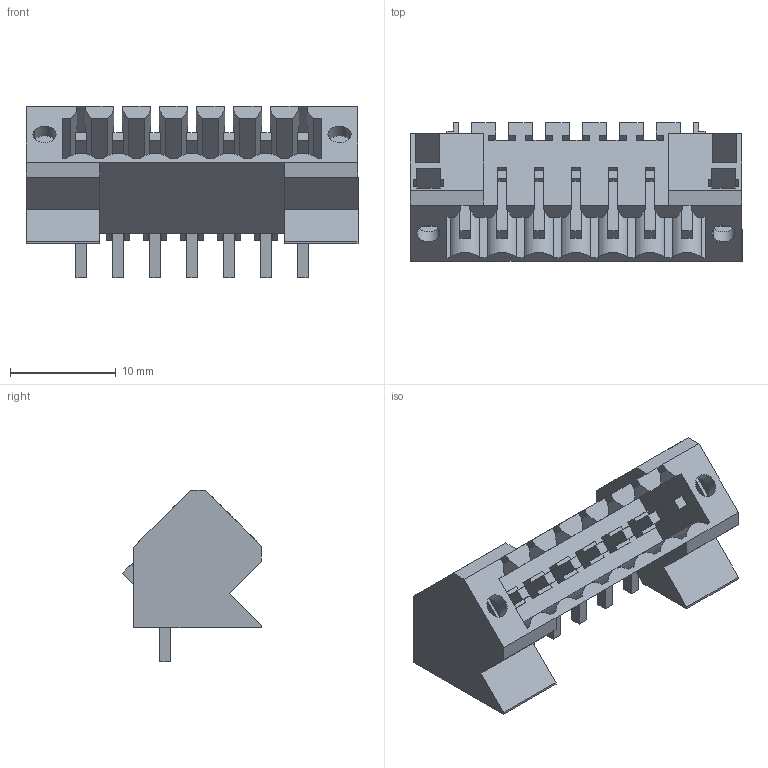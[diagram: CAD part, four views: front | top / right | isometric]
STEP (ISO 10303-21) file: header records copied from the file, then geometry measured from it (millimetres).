
FILE_DESCRIPTION(('CATIA V5 STEP Exchange','CAx-IF Rec.Pracs.--- Model Styling and Organization---1.2---2011-12-15'),'2;1');
FILE_NAME ('D1446365_0_1003560000_1003560000.stp','2018-03-23T12:31:03+00:00',('none'),('Weidmueller'),'CATIA Version 5-6 Release 2014','CATIA V5 STEP AP214','none');
FILE_SCHEMA(('AUTOMOTIVE_DESIGN { 1 0 10303 214 1 1 1 1 }'));
Length unit declared in the file: millimetre
Products named in the file (1): 1003560000
Bounding box: 31.45 x 13.15 x 16.23 mm (x, y, z)
Volume: 1559.1 mm3; surface area: 3563.7 mm2
Topology: 8 solids, 8 shells, 448 faces, 1329 edges, 898 vertices
Faces by surface type: plane 437, cylinder 11
Entity records: 13813 total; most frequent: ORIENTED_EDGE 2658, CARTESIAN_POINT 2510, DIRECTION 1813, EDGE_CURVE 1329, VECTOR 1303, LINE 1303, VERTEX_POINT 898, EDGE_LOOP 479
